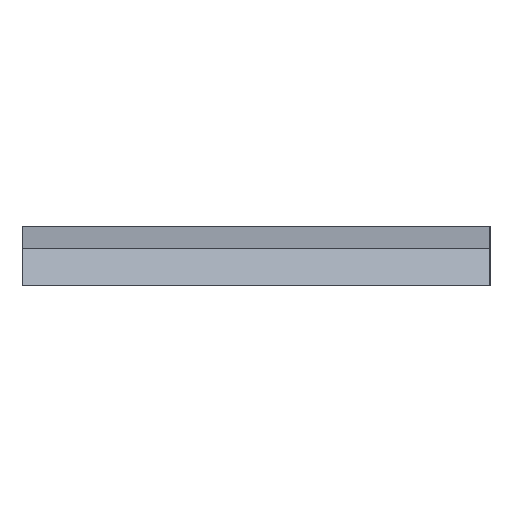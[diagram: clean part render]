
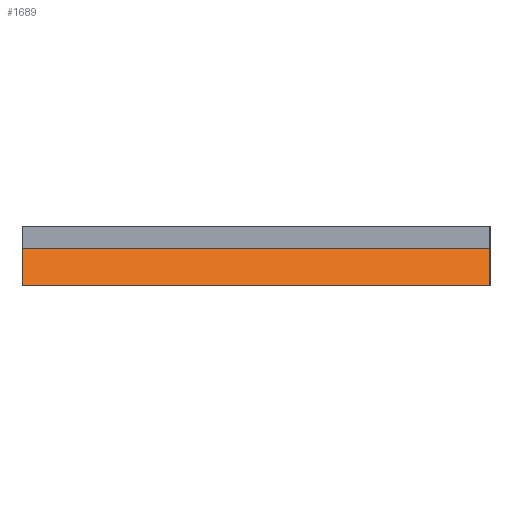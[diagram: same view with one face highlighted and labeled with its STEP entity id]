
A CAD part, left-side view. The second image highlights one B-rep face of the part: STEP entity #1689.
In plain terms, the highlighted planar face has unit normal (-0.707, 0, 0.707).
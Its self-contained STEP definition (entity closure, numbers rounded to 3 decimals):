
#144 = ORIENTED_EDGE ( 'NONE', *, *, #5308, .F. ) ;
#442 = DIRECTION ( 'NONE',  ( 0.707, 0., 0.707 ) ) ;
#544 = VECTOR ( 'NONE', #8225, 1000. ) ;
#723 = DIRECTION ( 'NONE',  ( 0.707, 0., -0.707 ) ) ;
#1480 = EDGE_CURVE ( 'NONE', #6916, #4220, #4667, .T. ) ;
#1689 = ADVANCED_FACE ( 'NONE', ( #3067 ), #6629, .F. ) ;
#1773 = VERTEX_POINT ( 'NONE', #2975 ) ;
#2184 = DIRECTION ( 'NONE',  ( -0.707, 0., -0.707 ) ) ;
#2530 = AXIS2_PLACEMENT_3D ( 'NONE', #4471, #723, #2184 ) ;
#2825 = EDGE_CURVE ( 'NONE', #3326, #6916, #7813, .T. ) ;
#2975 = CARTESIAN_POINT ( 'NONE',  ( 0., 62.5, -2.962 ) ) ;
#3067 = FACE_OUTER_BOUND ( 'NONE', #9034, .T. ) ;
#3069 = VECTOR ( 'NONE', #4228, 1000. ) ;
#3326 = VERTEX_POINT ( 'NONE', #3708 ) ;
#3579 = CARTESIAN_POINT ( 'NONE',  ( -5.038, 62.5, -8. ) ) ;
#3708 = CARTESIAN_POINT ( 'NONE',  ( -5.038, 62.5, -8. ) ) ;
#3729 = CARTESIAN_POINT ( 'NONE',  ( 0., 0., -2.962 ) ) ;
#3849 = LINE ( 'NONE', #5394, #544 ) ;
#4220 = VERTEX_POINT ( 'NONE', #3729 ) ;
#4228 = DIRECTION ( 'NONE',  ( 0., -1., 0. ) ) ;
#4471 = CARTESIAN_POINT ( 'NONE',  ( 0., 62.5, -2.962 ) ) ;
#4667 = LINE ( 'NONE', #6917, #4923 ) ;
#4923 = VECTOR ( 'NONE', #442, 1000. ) ;
#5308 = EDGE_CURVE ( 'NONE', #1773, #4220, #3849, .T. ) ;
#5394 = CARTESIAN_POINT ( 'NONE',  ( 0., 62.5, -2.962 ) ) ;
#5640 = CARTESIAN_POINT ( 'NONE',  ( -5.038, 0., -8. ) ) ;
#5703 = ORIENTED_EDGE ( 'NONE', *, *, #2825, .T. ) ;
#5849 = DIRECTION ( 'NONE',  ( 0.707, 0., 0.707 ) ) ;
#6629 = PLANE ( 'NONE',  #2530 ) ;
#6916 = VERTEX_POINT ( 'NONE', #5640 ) ;
#6917 = CARTESIAN_POINT ( 'NONE',  ( 0., 0., -2.962 ) ) ;
#6998 = ORIENTED_EDGE ( 'NONE', *, *, #1480, .T. ) ;
#7312 = CARTESIAN_POINT ( 'NONE',  ( 0., 62.5, -2.962 ) ) ;
#7360 = LINE ( 'NONE', #7312, #8926 ) ;
#7618 = ORIENTED_EDGE ( 'NONE', *, *, #7913, .F. ) ;
#7813 = LINE ( 'NONE', #3579, #3069 ) ;
#7913 = EDGE_CURVE ( 'NONE', #3326, #1773, #7360, .T. ) ;
#8225 = DIRECTION ( 'NONE',  ( 0., -1., 0. ) ) ;
#8926 = VECTOR ( 'NONE', #5849, 1000. ) ;
#9034 = EDGE_LOOP ( 'NONE', ( #6998, #144, #7618, #5703 ) ) ;
